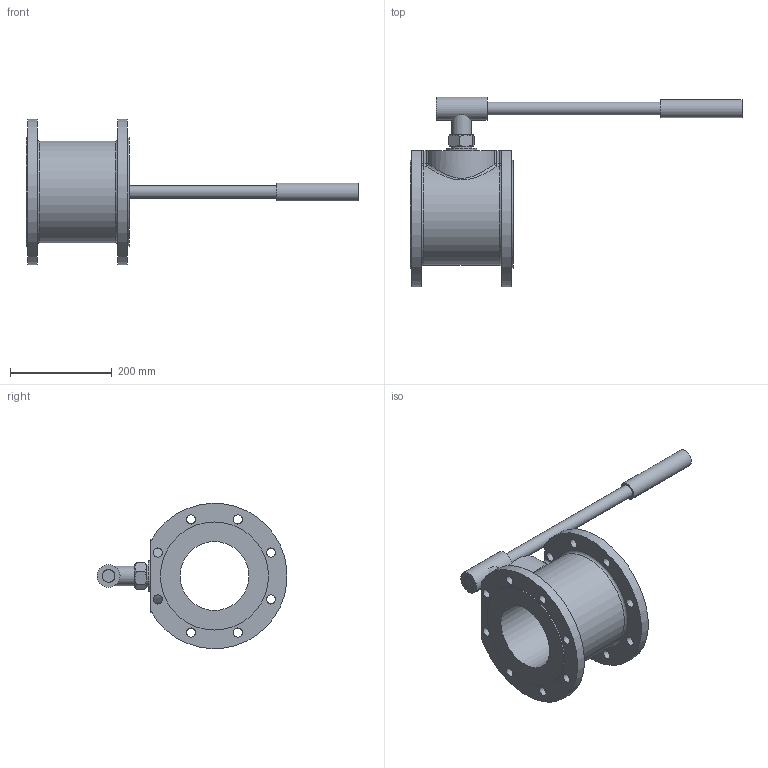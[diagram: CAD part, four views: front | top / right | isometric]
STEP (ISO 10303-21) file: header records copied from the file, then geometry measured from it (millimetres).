
FILE_DESCRIPTION(/* description */ ('771150'),/* implementation_level */ '2;1');
FILE_NAME(/* name */ '771150.stp',/* time_stamp */ '2017-08-03T14:00:35+02:00',/* author */ ('jmorand'),/* organization */ ('Sferaco'),/* preprocessor_version */ 'ST-DEVELOPER v16.5',/* originating_system */ 'Autodesk Inventor 2017',/* authorisation */ '');
FILE_SCHEMA (('CONFIG_CONTROL_DESIGN'));
Length unit declared in the file: millimetre
Products named in the file (5): 771150; BODY; HANDLE JUNCTION HEAD; HANDLE; NUT
Assembly tree (4 placements, depth 2):
  771150
    BODY
    HANDLE JUNCTION HEAD
    HANDLE
    NUT
Bounding box: 651 x 371.98 x 284.68 mm (x, y, z)
Volume: 5765744.8 mm3; surface area: 516736.3 mm2
Topology: 6 solids, 6 shells, 637 faces, 1683 edges, 1109 vertices
Faces by surface type: plane 310, bspline 250, cylinder 51, cone 16, sphere 8, torus 2
Full cylindrical faces by diameter (mm): 10.5 x4, 18 x16, 25 x2, 28 x4, 35 x1, 38 x1, 42 x1, 45 x1, 60 x1, 135 x1, 212 x2
Entity records: 22736 total; most frequent: CARTESIAN_POINT 8339, ORIENTED_EDGE 3278, DIRECTION 2028, EDGE_CURVE 1639, VERTEX_POINT 1103, LINE 986, VECTOR 986, EDGE_LOOP 768
